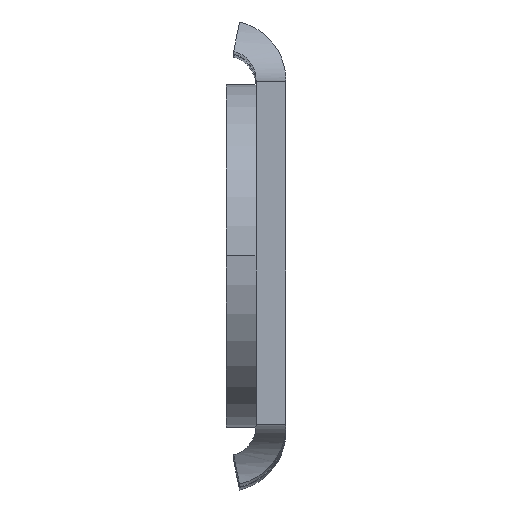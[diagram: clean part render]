
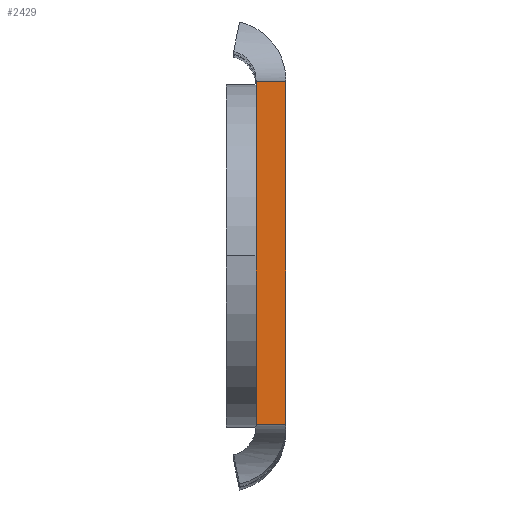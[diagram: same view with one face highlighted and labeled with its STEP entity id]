
A CAD part, top view. The second image highlights one B-rep face of the part: STEP entity #2429.
In plain terms, the highlighted face is planar.
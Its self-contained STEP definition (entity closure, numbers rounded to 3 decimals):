
#1663=DIRECTION('',(0.,-1.,0.));
#1664=VECTOR('',#1663,23.);
#1665=CARTESIAN_POINT('',(3.5,27.,0.));
#1666=LINE('',#1665,#1664);
#1667=DIRECTION('',(1.,0.,0.));
#1668=VECTOR('',#1667,2.);
#1669=CARTESIAN_POINT('',(1.5,4.,0.));
#1670=LINE('',#1669,#1668);
#1755=DIRECTION('',(0.,-1.,0.));
#1756=VECTOR('',#1755,23.);
#1757=CARTESIAN_POINT('',(1.5,27.,0.));
#1758=LINE('',#1757,#1756);
#2147=DIRECTION('',(-1.,0.,0.));
#2148=VECTOR('',#2147,2.);
#2149=CARTESIAN_POINT('',(3.5,27.,0.));
#2150=LINE('',#2149,#2148);
#2255=CARTESIAN_POINT('',(3.5,27.,0.));
#2256=CARTESIAN_POINT('',(3.5,4.,0.));
#2257=VERTEX_POINT('',#2255);
#2258=VERTEX_POINT('',#2256);
#2259=CARTESIAN_POINT('',(1.5,27.,0.));
#2260=VERTEX_POINT('',#2259);
#2261=CARTESIAN_POINT('',(1.5,4.,0.));
#2262=VERTEX_POINT('',#2261);
#2414=CARTESIAN_POINT('',(0.,0.,0.));
#2415=DIRECTION('',(0.,0.,1.));
#2416=DIRECTION('',(1.,0.,0.));
#2417=AXIS2_PLACEMENT_3D('',#2414,#2415,#2416);
#2418=PLANE('',#2417);
#2420=ORIENTED_EDGE('',*,*,#2419,.T.);
#2422=ORIENTED_EDGE('',*,*,#2421,.F.);
#2424=ORIENTED_EDGE('',*,*,#2423,.T.);
#2426=ORIENTED_EDGE('',*,*,#2425,.T.);
#2427=EDGE_LOOP('',(#2420,#2422,#2424,#2426));
#2428=FACE_OUTER_BOUND('',#2427,.F.);
#2429=ADVANCED_FACE('',(#2428),#2418,.F.);
#2419=EDGE_CURVE('',#2262,#2258,#1670,.T.);
#2421=EDGE_CURVE('',#2257,#2258,#1666,.T.);
#2423=EDGE_CURVE('',#2257,#2260,#2150,.T.);
#2425=EDGE_CURVE('',#2260,#2262,#1758,.T.);
